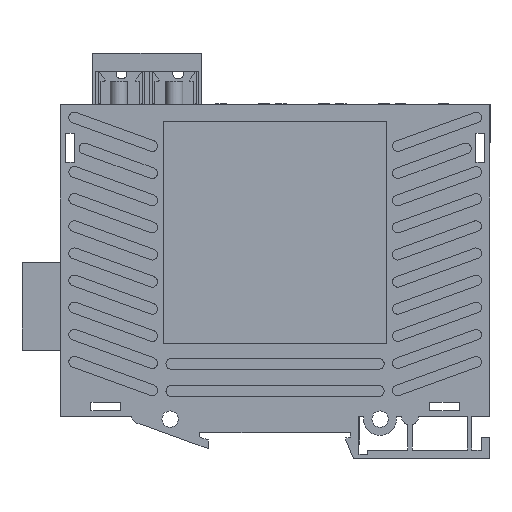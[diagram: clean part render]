
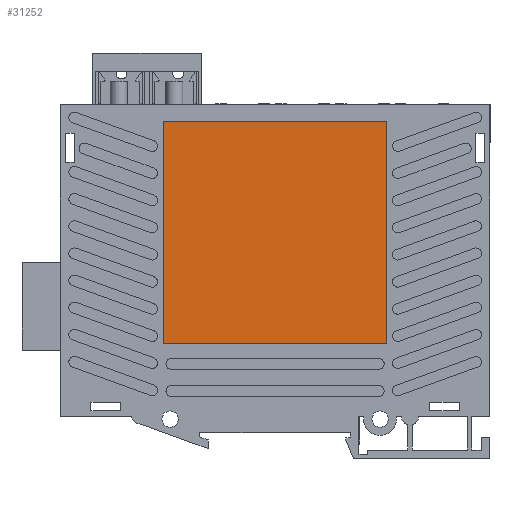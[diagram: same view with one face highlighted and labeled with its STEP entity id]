
A CAD part, left-side view. The second image highlights one B-rep face of the part: STEP entity #31252.
In plain terms, the highlighted planar face has unit normal (-1, 0, 0).
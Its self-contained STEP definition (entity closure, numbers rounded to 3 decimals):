
#6215 = FACE_OUTER_BOUND ( 'NONE', #34588, .T. ) ;
#7114 = AXIS2_PLACEMENT_3D ( 'NONE', #8607, #8609, #8611 ) ;
#8605 = PLANE ( 'NONE',  #7114 ) ;
#8607 = CARTESIAN_POINT ( 'NONE',  ( -11.781, -23.313, -24.565 ) ) ;
#8609 = DIRECTION ( 'NONE',  ( 1., 0., 0. ) ) ;
#8611 = DIRECTION ( 'NONE',  ( 0., 0., -1. ) ) ;
#15647 = VECTOR ( 'NONE', #20626, 1000. ) ;
#15649 = VECTOR ( 'NONE', #20630, 1000. ) ;
#15651 = VECTOR ( 'NONE', #20634, 1000. ) ;
#15653 = VECTOR ( 'NONE', #20638, 1000. ) ;
#16983 = LINE ( 'NONE', #20625, #15647 ) ;
#16985 = LINE ( 'NONE', #20629, #15649 ) ;
#16987 = LINE ( 'NONE', #20633, #15651 ) ;
#16989 = LINE ( 'NONE', #20637, #15653 ) ;
#19726 = CARTESIAN_POINT ( 'NONE',  ( -11.781, -23.313, 27.505 ) ) ;
#19727 = CARTESIAN_POINT ( 'NONE',  ( -11.781, -23.313, -24.565 ) ) ;
#19728 = CARTESIAN_POINT ( 'NONE',  ( -11.781, 29.011, -24.565 ) ) ;
#19729 = CARTESIAN_POINT ( 'NONE',  ( -11.781, 29.011, 27.505 ) ) ;
#20625 = CARTESIAN_POINT ( 'NONE',  ( -11.781, -23.313, 27.505 ) ) ;
#20626 = DIRECTION ( 'NONE',  ( 0., 0., -1. ) ) ;
#20629 = CARTESIAN_POINT ( 'NONE',  ( -11.781, -23.313, -24.565 ) ) ;
#20630 = DIRECTION ( 'NONE',  ( 0., 1., 0. ) ) ;
#20633 = CARTESIAN_POINT ( 'NONE',  ( -11.781, 29.011, -24.565 ) ) ;
#20634 = DIRECTION ( 'NONE',  ( 0., 0., 1. ) ) ;
#20637 = CARTESIAN_POINT ( 'NONE',  ( -11.781, 29.011, 27.505 ) ) ;
#20638 = DIRECTION ( 'NONE',  ( 0., -1., 0. ) ) ;
#31252 = ADVANCED_FACE ( 'NONE', ( #6215 ), #8605, .F. ) ;
#34588 = EDGE_LOOP ( 'NONE', ( #39928, #39929, #39930, #39926 ) ) ;
#37709 = VERTEX_POINT ( 'NONE', #19726 ) ;
#37710 = VERTEX_POINT ( 'NONE', #19727 ) ;
#37711 = VERTEX_POINT ( 'NONE', #19728 ) ;
#37712 = VERTEX_POINT ( 'NONE', #19729 ) ;
#38243 = EDGE_CURVE ( 'NONE', #37709, #37710, #16983, .T. ) ;
#38245 = EDGE_CURVE ( 'NONE', #37710, #37711, #16985, .T. ) ;
#38247 = EDGE_CURVE ( 'NONE', #37711, #37712, #16987, .T. ) ;
#38249 = EDGE_CURVE ( 'NONE', #37712, #37709, #16989, .T. ) ;
#39926 = ORIENTED_EDGE ( 'NONE', *, *, #38245, .F. ) ;
#39928 = ORIENTED_EDGE ( 'NONE', *, *, #38243, .F. ) ;
#39929 = ORIENTED_EDGE ( 'NONE', *, *, #38249, .F. ) ;
#39930 = ORIENTED_EDGE ( 'NONE', *, *, #38247, .F. ) ;
